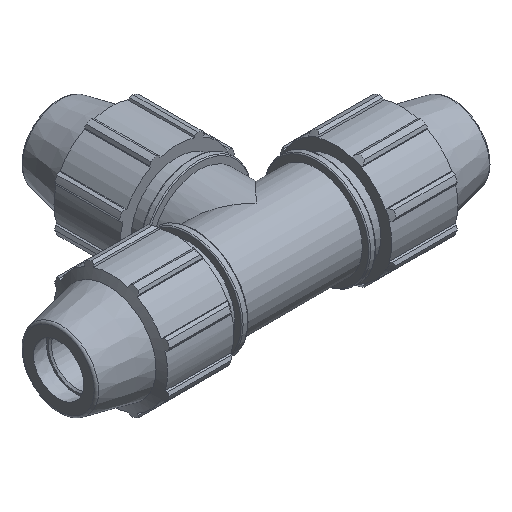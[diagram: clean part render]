
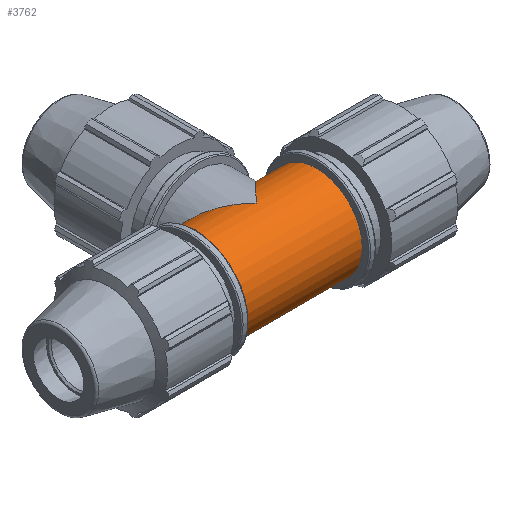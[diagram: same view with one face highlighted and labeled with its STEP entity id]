
A CAD part, isometric view. The second image highlights one B-rep face of the part: STEP entity #3762.
In plain terms, the highlighted cylindrical face has radius 14.625 mm (diameter 29.25 mm), a full revolution.
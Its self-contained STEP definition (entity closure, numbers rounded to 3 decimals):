
#707=ELLIPSE('',#3983,20.683,14.625);
#708=ELLIPSE('',#3984,20.683,14.625);
#712=CYLINDRICAL_SURFACE('',#3981,14.625);
#775=FACE_BOUND('',#1045,.T.);
#776=FACE_BOUND('',#1046,.T.);
#829=FACE_OUTER_BOUND('',#1044,.T.);
#1044=EDGE_LOOP('',(#2374));
#1045=EDGE_LOOP('',(#2375,#2376));
#1046=EDGE_LOOP('',(#2377));
#1309=CIRCLE('',#3982,14.625);
#1310=CIRCLE('',#3985,14.625);
#1469=VERTEX_POINT('',#5406);
#1470=VERTEX_POINT('',#5408);
#1471=VERTEX_POINT('',#5409);
#1472=VERTEX_POINT('',#5412);
#1841=EDGE_CURVE('',#1469,#1469,#1309,.T.);
#1842=EDGE_CURVE('',#1470,#1471,#707,.T.);
#1843=EDGE_CURVE('',#1471,#1470,#708,.T.);
#1844=EDGE_CURVE('',#1472,#1472,#1310,.T.);
#2374=ORIENTED_EDGE('',*,*,#1841,.F.);
#2375=ORIENTED_EDGE('',*,*,#1842,.T.);
#2376=ORIENTED_EDGE('',*,*,#1843,.T.);
#2377=ORIENTED_EDGE('',*,*,#1844,.F.);
#3762=ADVANCED_FACE('',(#829,#775,#776),#712,.T.);
#3981=AXIS2_PLACEMENT_3D('',#5405,#4367,#4368);
#3982=AXIS2_PLACEMENT_3D('',#5407,#4369,#4370);
#3983=AXIS2_PLACEMENT_3D('',#5410,#4371,#4372);
#3984=AXIS2_PLACEMENT_3D('',#5411,#4373,#4374);
#3985=AXIS2_PLACEMENT_3D('',#5413,#4375,#4376);
#4367=DIRECTION('center_axis',(-1.,0.,0.));
#4368=DIRECTION('ref_axis',(0.,-1.,0.));
#4369=DIRECTION('center_axis',(-1.,0.,0.));
#4370=DIRECTION('ref_axis',(0.,0.,-1.));
#4371=DIRECTION('center_axis',(0.707,-0.707,0.));
#4372=DIRECTION('ref_axis',(-0.707,-0.707,0.));
#4373=DIRECTION('center_axis',(-0.707,-0.707,0.));
#4374=DIRECTION('ref_axis',(-0.707,0.707,0.));
#4375=DIRECTION('center_axis',(1.,0.,0.));
#4376=DIRECTION('ref_axis',(0.,0.,-1.));
#5405=CARTESIAN_POINT('Origin',(-16.15,0.,0.));
#5406=CARTESIAN_POINT('',(-19.3,-14.625,0.));
#5407=CARTESIAN_POINT('Origin',(-19.3,0.,0.));
#5408=CARTESIAN_POINT('',(0.,0.,-14.625));
#5409=CARTESIAN_POINT('',(0.,0.,14.625));
#5410=CARTESIAN_POINT('Origin',(0.,0.,0.));
#5411=CARTESIAN_POINT('Origin',(0.,0.,0.));
#5412=CARTESIAN_POINT('',(19.3,14.625,0.));
#5413=CARTESIAN_POINT('Origin',(19.3,0.,0.));
